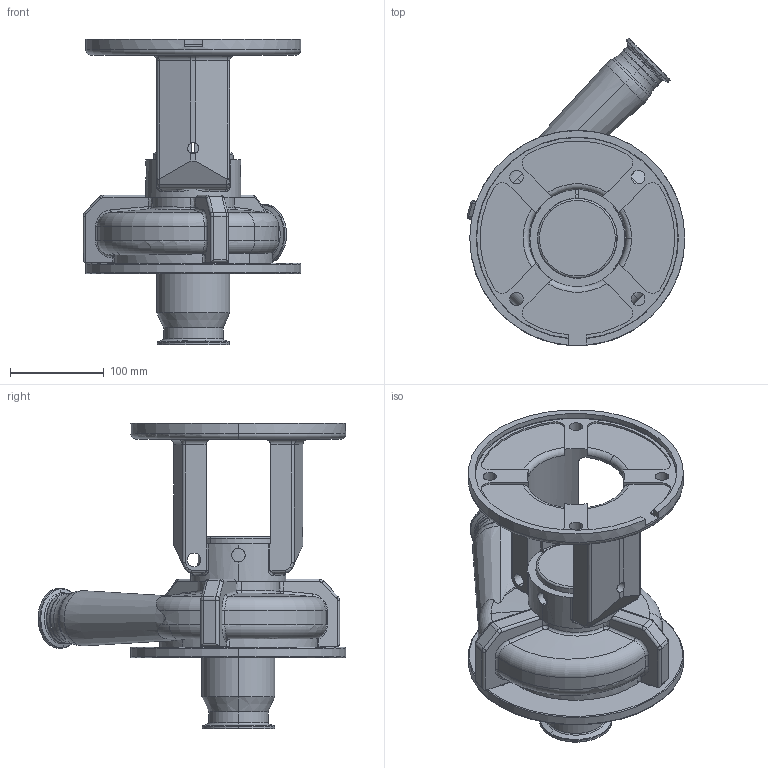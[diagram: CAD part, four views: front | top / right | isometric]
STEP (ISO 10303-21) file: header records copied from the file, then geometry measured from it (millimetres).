
FILE_DESCRIPTION (( 'STEP AP214' ), '1' );
FILE_NAME ('FPR 5321-3522 180-250TC 45L.STEP', '2022-12-21T20:25:47', ( '' ), ( '' ), 'SwSTEP 2.0', 'SolidWorks 2021', '' );
FILE_SCHEMA (( 'AUTOMOTIVE_DESIGN' ));
Length unit declared in the file: millimetre
Products named in the file (1): FPR 5321-3522 180-250TC 45L
Bounding box: 232.81 x 329.2 x 326.5 mm (x, y, z)
Volume: 3206754.4 mm3; surface area: 410730.3 mm2
Topology: 1 solids, 1 shells, 434 faces, 1120 edges, 679 vertices
Faces by surface type: cylinder 162, torus 87, plane 83, bspline 58, cone 39, sphere 5
Entity records: 18560 total; most frequent: CARTESIAN_POINT 8340, ORIENTED_EDGE 2228, DIRECTION 2111, EDGE_CURVE 1114, AXIS2_PLACEMENT_3D 875, VERTEX_POINT 679, CIRCLE 498, EDGE_LOOP 459
